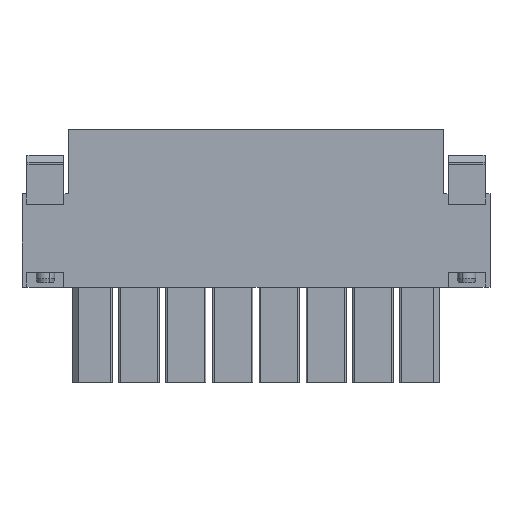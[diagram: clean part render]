
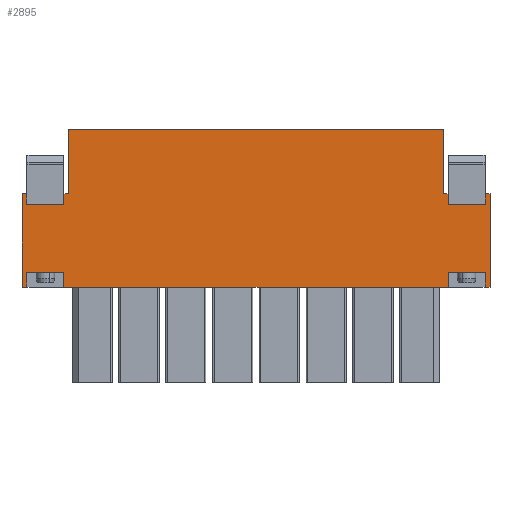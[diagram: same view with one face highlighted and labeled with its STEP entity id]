
A CAD part, front view. The second image highlights one B-rep face of the part: STEP entity #2895.
In plain terms, the highlighted planar face has unit normal (0, -1, 0).
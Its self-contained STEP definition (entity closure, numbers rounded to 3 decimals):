
#2733=AXIS2_PLACEMENT_3D('Plane Axis2P3D',#2730,#2731,#2732) ;
#80=CARTESIAN_POINT('Vertex',(69.365,0.,15.5)) ;
#83=CARTESIAN_POINT('Line Origine',(38.1,0.,15.5)) ;
#87=CARTESIAN_POINT('Vertex',(6.835,0.,15.5)) ;
#1618=CARTESIAN_POINT('Line Origine',(6.835,0.,16.7)) ;
#1622=CARTESIAN_POINT('Vertex',(6.835,0.,17.9)) ;
#1643=CARTESIAN_POINT('Vertex',(6.835,0.,29.)) ;
#1646=CARTESIAN_POINT('Line Origine',(6.835,0.,29.85)) ;
#1650=CARTESIAN_POINT('Vertex',(6.835,0.,30.7)) ;
#2543=CARTESIAN_POINT('Vertex',(7.62,0.,41.15)) ;
#2546=CARTESIAN_POINT('Line Origine',(38.1,0.,41.15)) ;
#2550=CARTESIAN_POINT('Vertex',(68.58,0.,41.15)) ;
#2730=CARTESIAN_POINT('Axis2P3D Location',(7.62,0.,15.5)) ;
#2735=CARTESIAN_POINT('Line Origine',(7.62,0.,35.925)) ;
#2739=CARTESIAN_POINT('Vertex',(7.62,0.,30.7)) ;
#2742=CARTESIAN_POINT('Line Origine',(7.228,0.,30.7)) ;
#2747=CARTESIAN_POINT('Line Origine',(3.81,0.,29.)) ;
#2751=CARTESIAN_POINT('Vertex',(0.785,0.,29.)) ;
#2754=CARTESIAN_POINT('Line Origine',(0.785,0.,29.85)) ;
#2758=CARTESIAN_POINT('Vertex',(0.785,0.,30.7)) ;
#2761=CARTESIAN_POINT('Line Origine',(0.393,0.,30.7)) ;
#2765=CARTESIAN_POINT('Vertex',(0.,0.,30.7)) ;
#2768=CARTESIAN_POINT('Line Origine',(0.,0.,23.1)) ;
#2772=CARTESIAN_POINT('Vertex',(0.,0.,15.5)) ;
#2775=CARTESIAN_POINT('Line Origine',(0.393,0.,15.5)) ;
#2779=CARTESIAN_POINT('Vertex',(0.785,0.,15.5)) ;
#2782=CARTESIAN_POINT('Line Origine',(0.785,0.,16.7)) ;
#2786=CARTESIAN_POINT('Vertex',(0.785,0.,17.9)) ;
#2789=CARTESIAN_POINT('Line Origine',(3.81,0.,17.9)) ;
#2794=CARTESIAN_POINT('Line Origine',(69.365,0.,16.7)) ;
#2798=CARTESIAN_POINT('Vertex',(69.365,0.,17.9)) ;
#2801=CARTESIAN_POINT('Line Origine',(72.39,0.,17.9)) ;
#2805=CARTESIAN_POINT('Vertex',(75.415,0.,17.9)) ;
#2808=CARTESIAN_POINT('Line Origine',(75.415,0.,16.7)) ;
#2812=CARTESIAN_POINT('Vertex',(75.415,0.,15.5)) ;
#2815=CARTESIAN_POINT('Line Origine',(75.808,0.,15.5)) ;
#2819=CARTESIAN_POINT('Vertex',(76.2,0.,15.5)) ;
#2822=CARTESIAN_POINT('Line Origine',(76.2,0.,23.1)) ;
#2826=CARTESIAN_POINT('Vertex',(76.2,0.,30.7)) ;
#2829=CARTESIAN_POINT('Line Origine',(75.808,0.,30.7)) ;
#2833=CARTESIAN_POINT('Vertex',(75.415,0.,30.7)) ;
#2836=CARTESIAN_POINT('Line Origine',(75.415,0.,29.85)) ;
#2840=CARTESIAN_POINT('Vertex',(75.415,0.,29.)) ;
#2843=CARTESIAN_POINT('Line Origine',(72.39,0.,29.)) ;
#2847=CARTESIAN_POINT('Vertex',(69.365,0.,29.)) ;
#2850=CARTESIAN_POINT('Line Origine',(69.365,0.,29.85)) ;
#2854=CARTESIAN_POINT('Vertex',(69.365,0.,30.7)) ;
#2857=CARTESIAN_POINT('Line Origine',(68.973,0.,30.7)) ;
#2861=CARTESIAN_POINT('Vertex',(68.58,0.,30.7)) ;
#2864=CARTESIAN_POINT('Line Origine',(68.58,0.,35.925)) ;
#84=DIRECTION('Vector Direction',(1.,0.,0.)) ;
#1619=DIRECTION('Vector Direction',(0.,0.,1.)) ;
#1647=DIRECTION('Vector Direction',(0.,0.,1.)) ;
#2547=DIRECTION('Vector Direction',(1.,0.,0.)) ;
#2731=DIRECTION('Axis2P3D Direction',(0.,1.,0.)) ;
#2732=DIRECTION('Axis2P3D XDirection',(0.,0.,1.)) ;
#2736=DIRECTION('Vector Direction',(0.,0.,-1.)) ;
#2743=DIRECTION('Vector Direction',(-1.,0.,0.)) ;
#2748=DIRECTION('Vector Direction',(1.,0.,0.)) ;
#2755=DIRECTION('Vector Direction',(0.,0.,-1.)) ;
#2762=DIRECTION('Vector Direction',(1.,0.,0.)) ;
#2769=DIRECTION('Vector Direction',(0.,0.,-1.)) ;
#2776=DIRECTION('Vector Direction',(1.,0.,0.)) ;
#2783=DIRECTION('Vector Direction',(0.,0.,-1.)) ;
#2790=DIRECTION('Vector Direction',(1.,0.,0.)) ;
#2795=DIRECTION('Vector Direction',(0.,0.,1.)) ;
#2802=DIRECTION('Vector Direction',(1.,0.,0.)) ;
#2809=DIRECTION('Vector Direction',(0.,0.,-1.)) ;
#2816=DIRECTION('Vector Direction',(1.,0.,0.)) ;
#2823=DIRECTION('Vector Direction',(0.,0.,-1.)) ;
#2830=DIRECTION('Vector Direction',(1.,0.,0.)) ;
#2837=DIRECTION('Vector Direction',(0.,0.,-1.)) ;
#2844=DIRECTION('Vector Direction',(1.,0.,0.)) ;
#2851=DIRECTION('Vector Direction',(0.,0.,1.)) ;
#2858=DIRECTION('Vector Direction',(1.,0.,0.)) ;
#2865=DIRECTION('Vector Direction',(0.,0.,-1.)) ;
#85=VECTOR('Line Direction',#84,1.) ;
#1620=VECTOR('Line Direction',#1619,1.) ;
#1648=VECTOR('Line Direction',#1647,1.) ;
#2548=VECTOR('Line Direction',#2547,1.) ;
#2737=VECTOR('Line Direction',#2736,1.) ;
#2744=VECTOR('Line Direction',#2743,1.) ;
#2749=VECTOR('Line Direction',#2748,1.) ;
#2756=VECTOR('Line Direction',#2755,1.) ;
#2763=VECTOR('Line Direction',#2762,1.) ;
#2770=VECTOR('Line Direction',#2769,1.) ;
#2777=VECTOR('Line Direction',#2776,1.) ;
#2784=VECTOR('Line Direction',#2783,1.) ;
#2791=VECTOR('Line Direction',#2790,1.) ;
#2796=VECTOR('Line Direction',#2795,1.) ;
#2803=VECTOR('Line Direction',#2802,1.) ;
#2810=VECTOR('Line Direction',#2809,1.) ;
#2817=VECTOR('Line Direction',#2816,1.) ;
#2824=VECTOR('Line Direction',#2823,1.) ;
#2831=VECTOR('Line Direction',#2830,1.) ;
#2838=VECTOR('Line Direction',#2837,1.) ;
#2845=VECTOR('Line Direction',#2844,1.) ;
#2852=VECTOR('Line Direction',#2851,1.) ;
#2859=VECTOR('Line Direction',#2858,1.) ;
#2866=VECTOR('Line Direction',#2865,1.) ;
#2870=ORIENTED_EDGE('',*,*,#2741,.F.) ;
#2871=ORIENTED_EDGE('',*,*,#2746,.T.) ;
#2872=ORIENTED_EDGE('',*,*,#1652,.F.) ;
#2873=ORIENTED_EDGE('',*,*,#2753,.T.) ;
#2874=ORIENTED_EDGE('',*,*,#2760,.T.) ;
#2875=ORIENTED_EDGE('',*,*,#2767,.F.) ;
#2876=ORIENTED_EDGE('',*,*,#2774,.F.) ;
#2877=ORIENTED_EDGE('',*,*,#2781,.T.) ;
#2878=ORIENTED_EDGE('',*,*,#2788,.T.) ;
#2879=ORIENTED_EDGE('',*,*,#2793,.T.) ;
#2880=ORIENTED_EDGE('',*,*,#1624,.F.) ;
#2881=ORIENTED_EDGE('',*,*,#89,.T.) ;
#2882=ORIENTED_EDGE('',*,*,#2800,.T.) ;
#2883=ORIENTED_EDGE('',*,*,#2807,.F.) ;
#2884=ORIENTED_EDGE('',*,*,#2814,.F.) ;
#2885=ORIENTED_EDGE('',*,*,#2821,.F.) ;
#2886=ORIENTED_EDGE('',*,*,#2828,.T.) ;
#2887=ORIENTED_EDGE('',*,*,#2835,.T.) ;
#2888=ORIENTED_EDGE('',*,*,#2842,.F.) ;
#2889=ORIENTED_EDGE('',*,*,#2849,.F.) ;
#2890=ORIENTED_EDGE('',*,*,#2856,.T.) ;
#2891=ORIENTED_EDGE('',*,*,#2863,.F.) ;
#2892=ORIENTED_EDGE('',*,*,#2868,.T.) ;
#2893=ORIENTED_EDGE('',*,*,#2552,.F.) ;
#2895=ADVANCED_FACE('HOUSING',(#2894),#2734,.F.) ;
#89=EDGE_CURVE('',#88,#81,#86,.T.) ;
#1624=EDGE_CURVE('',#88,#1623,#1621,.T.) ;
#1652=EDGE_CURVE('',#1644,#1651,#1649,.T.) ;
#2552=EDGE_CURVE('',#2544,#2551,#2549,.T.) ;
#2741=EDGE_CURVE('',#2740,#2544,#2738,.F.) ;
#2746=EDGE_CURVE('',#2740,#1651,#2745,.T.) ;
#2753=EDGE_CURVE('',#1644,#2752,#2750,.F.) ;
#2760=EDGE_CURVE('',#2752,#2759,#2757,.F.) ;
#2767=EDGE_CURVE('',#2766,#2759,#2764,.T.) ;
#2774=EDGE_CURVE('',#2773,#2766,#2771,.F.) ;
#2781=EDGE_CURVE('',#2773,#2780,#2778,.T.) ;
#2788=EDGE_CURVE('',#2780,#2787,#2785,.F.) ;
#2793=EDGE_CURVE('',#2787,#1623,#2792,.T.) ;
#2800=EDGE_CURVE('',#81,#2799,#2797,.T.) ;
#2807=EDGE_CURVE('',#2806,#2799,#2804,.F.) ;
#2814=EDGE_CURVE('',#2813,#2806,#2811,.F.) ;
#2821=EDGE_CURVE('',#2820,#2813,#2818,.F.) ;
#2828=EDGE_CURVE('',#2820,#2827,#2825,.F.) ;
#2835=EDGE_CURVE('',#2827,#2834,#2832,.F.) ;
#2842=EDGE_CURVE('',#2841,#2834,#2839,.F.) ;
#2849=EDGE_CURVE('',#2848,#2841,#2846,.T.) ;
#2856=EDGE_CURVE('',#2848,#2855,#2853,.T.) ;
#2863=EDGE_CURVE('',#2862,#2855,#2860,.T.) ;
#2868=EDGE_CURVE('',#2862,#2551,#2867,.F.) ;
#2869=EDGE_LOOP('',(#2870,#2871,#2872,#2873,#2874,#2875,#2876,#2877,#2878,#2879,#2880,#2881,#2882,#2883,#2884,#2885,#2886,#2887,#2888,#2889,#2890,#2891,#2892,#2893)) ;
#2894=FACE_OUTER_BOUND('',#2869,.T.) ;
#86=LINE('Line',#83,#85) ;
#1621=LINE('Line',#1618,#1620) ;
#1649=LINE('Line',#1646,#1648) ;
#2549=LINE('Line',#2546,#2548) ;
#2738=LINE('Line',#2735,#2737) ;
#2745=LINE('Line',#2742,#2744) ;
#2750=LINE('Line',#2747,#2749) ;
#2757=LINE('Line',#2754,#2756) ;
#2764=LINE('Line',#2761,#2763) ;
#2771=LINE('Line',#2768,#2770) ;
#2778=LINE('Line',#2775,#2777) ;
#2785=LINE('Line',#2782,#2784) ;
#2792=LINE('Line',#2789,#2791) ;
#2797=LINE('Line',#2794,#2796) ;
#2804=LINE('Line',#2801,#2803) ;
#2811=LINE('Line',#2808,#2810) ;
#2818=LINE('Line',#2815,#2817) ;
#2825=LINE('Line',#2822,#2824) ;
#2832=LINE('Line',#2829,#2831) ;
#2839=LINE('Line',#2836,#2838) ;
#2846=LINE('Line',#2843,#2845) ;
#2853=LINE('Line',#2850,#2852) ;
#2860=LINE('Line',#2857,#2859) ;
#2867=LINE('Line',#2864,#2866) ;
#2734=PLANE('',#2733) ;
#81=VERTEX_POINT('',#80) ;
#88=VERTEX_POINT('',#87) ;
#1623=VERTEX_POINT('',#1622) ;
#1644=VERTEX_POINT('',#1643) ;
#1651=VERTEX_POINT('',#1650) ;
#2544=VERTEX_POINT('',#2543) ;
#2551=VERTEX_POINT('',#2550) ;
#2740=VERTEX_POINT('',#2739) ;
#2752=VERTEX_POINT('',#2751) ;
#2759=VERTEX_POINT('',#2758) ;
#2766=VERTEX_POINT('',#2765) ;
#2773=VERTEX_POINT('',#2772) ;
#2780=VERTEX_POINT('',#2779) ;
#2787=VERTEX_POINT('',#2786) ;
#2799=VERTEX_POINT('',#2798) ;
#2806=VERTEX_POINT('',#2805) ;
#2813=VERTEX_POINT('',#2812) ;
#2820=VERTEX_POINT('',#2819) ;
#2827=VERTEX_POINT('',#2826) ;
#2834=VERTEX_POINT('',#2833) ;
#2841=VERTEX_POINT('',#2840) ;
#2848=VERTEX_POINT('',#2847) ;
#2855=VERTEX_POINT('',#2854) ;
#2862=VERTEX_POINT('',#2861) ;
